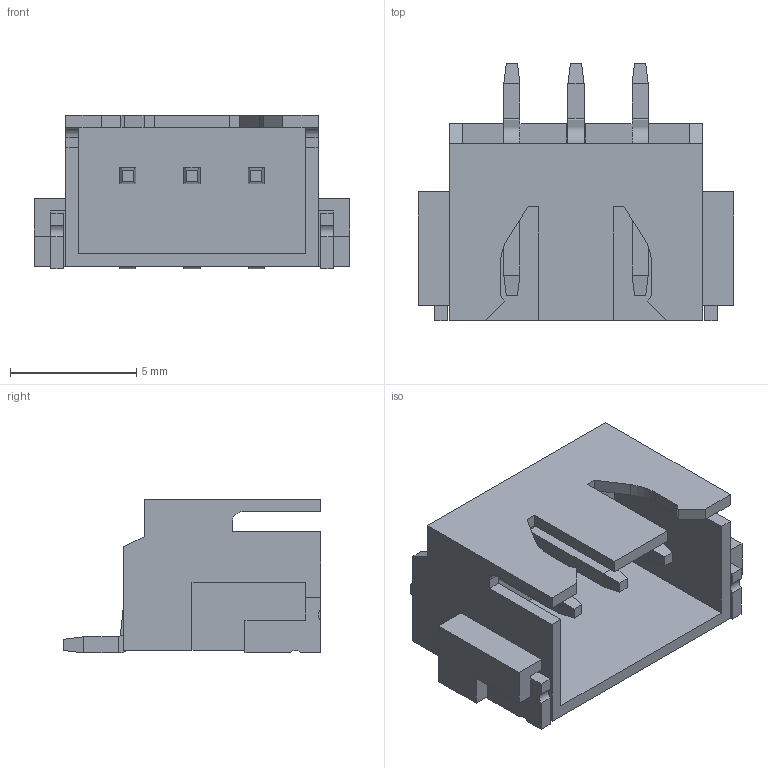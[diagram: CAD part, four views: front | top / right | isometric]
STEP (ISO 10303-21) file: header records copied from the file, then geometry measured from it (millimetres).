
FILE_DESCRIPTION (( 'STEP AP214' ), '1' );
FILE_NAME ('XH2.54-3P-AWT.STEP', '2022-04-19T12:40:00', ( '' ), ( '' ), 'SwSTEP 2.0', 'SolidWorks 2021', '' );
FILE_SCHEMA (( 'AUTOMOTIVE_DESIGN' ));
Length unit declared in the file: millimetre
Products named in the file (1): XH2.54-3P-AWT
Bounding box: 12.5 x 10.2 x 6.1 mm (x, y, z)
Volume: 173.6 mm3; surface area: 684.1 mm2
Topology: 1 solids, 1 shells, 195 faces, 495 edges, 304 vertices
Faces by surface type: plane 172, cylinder 23
Entity records: 7108 total; most frequent: CARTESIAN_POINT 995, ORIENTED_EDGE 990, DIRECTION 933, EDGE_CURVE 495, VECTOR 449, LINE 449, VERTEX_POINT 304, AXIS2_PLACEMENT_3D 242
